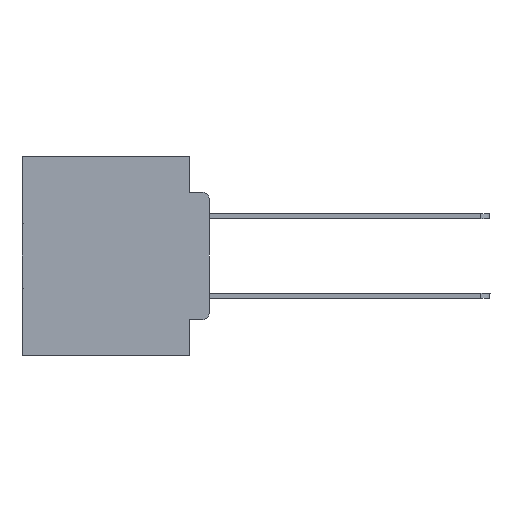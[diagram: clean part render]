
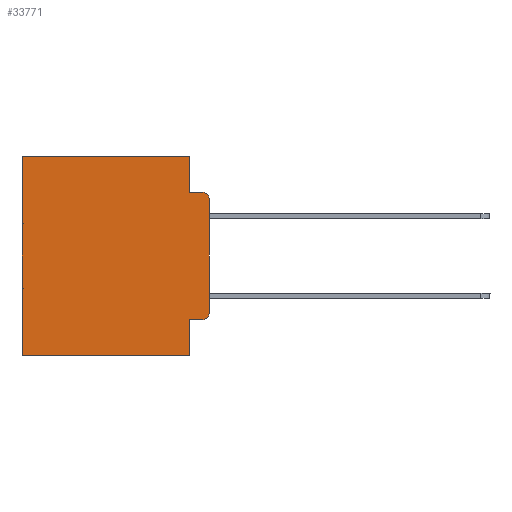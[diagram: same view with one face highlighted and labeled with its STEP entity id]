
A CAD part, left-side view. The second image highlights one B-rep face of the part: STEP entity #33771.
In plain terms, the highlighted planar face has unit normal (-1, 0, 0).
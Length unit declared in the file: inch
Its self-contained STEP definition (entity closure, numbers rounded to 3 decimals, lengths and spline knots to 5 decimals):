
#187 = CARTESIAN_POINT ( 'NONE',  ( 0.298, 0.02, -0.3915 ) ) ;
#310 = VERTEX_POINT ( 'NONE', #16339 ) ;
#497 = VERTEX_POINT ( 'NONE', #21298 ) ;
#620 = AXIS2_PLACEMENT_3D ( 'NONE', #8105, #23932, #10525 ) ;
#654 = CARTESIAN_POINT ( 'NONE',  ( 0.298, 0., -0.5 ) ) ;
#914 = AXIS2_PLACEMENT_3D ( 'NONE', #26797, #10962, #24366 ) ;
#1507 = VERTEX_POINT ( 'NONE', #16634 ) ;
#1719 = CIRCLE ( 'NONE', #32749, 0.02 ) ;
#2705 = DIRECTION ( 'NONE',  ( -1., 0., 0. ) ) ;
#3476 = CARTESIAN_POINT ( 'NONE',  ( 0.298, 0.051, -0.5 ) ) ;
#3712 = ORIENTED_EDGE ( 'NONE', *, *, #32108, .T. ) ;
#3803 = CARTESIAN_POINT ( 'NONE',  ( 0.298, 0.051, 0. ) ) ;
#3882 = VERTEX_POINT ( 'NONE', #23721 ) ;
#3947 = DIRECTION ( 'NONE',  ( 0., 1., 0. ) ) ;
#4693 = VECTOR ( 'NONE', #30857, 39.37008 ) ;
#5321 = VECTOR ( 'NONE', #24303, 39.37008 ) ;
#5506 = EDGE_CURVE ( 'NONE', #11675, #6003, #24985, .T. ) ;
#5834 = DIRECTION ( 'NONE',  ( 0., 1., 0. ) ) ;
#6003 = VERTEX_POINT ( 'NONE', #10284 ) ;
#6032 = CARTESIAN_POINT ( 'NONE',  ( 0.298, 0.02, -0.4115 ) ) ;
#7224 = ORIENTED_EDGE ( 'NONE', *, *, #5506, .F. ) ;
#7289 = EDGE_CURVE ( 'NONE', #310, #20497, #17268, .T. ) ;
#7428 = EDGE_CURVE ( 'NONE', #10859, #24276, #32817, .T. ) ;
#8105 = CARTESIAN_POINT ( 'NONE',  ( 0.298, 0.02, -0.1085 ) ) ;
#8487 = EDGE_CURVE ( 'NONE', #10859, #11675, #25402, .T. ) ;
#8679 = ORIENTED_EDGE ( 'NONE', *, *, #18189, .F. ) ;
#8832 = CARTESIAN_POINT ( 'NONE',  ( 0.298, 0.051, -0.4115 ) ) ;
#9652 = LINE ( 'NONE', #10068, #4693 ) ;
#10050 = ORIENTED_EDGE ( 'NONE', *, *, #23029, .F. ) ;
#10068 = CARTESIAN_POINT ( 'NONE',  ( 0.298, 0., 0. ) ) ;
#10284 = CARTESIAN_POINT ( 'NONE',  ( 0.298, 0.473, -0.5 ) ) ;
#10525 = DIRECTION ( 'NONE',  ( 0., 0., -1. ) ) ;
#10564 = DIRECTION ( 'NONE',  ( 0., 0., -1. ) ) ;
#10629 = DIRECTION ( 'NONE',  ( 0., 0., -1. ) ) ;
#10859 = VERTEX_POINT ( 'NONE', #15488 ) ;
#10962 = DIRECTION ( 'NONE',  ( 1., 0., 0. ) ) ;
#11058 = VECTOR ( 'NONE', #29946, 39.37008 ) ;
#11127 = ORIENTED_EDGE ( 'NONE', *, *, #19658, .T. ) ;
#11675 = VERTEX_POINT ( 'NONE', #3476 ) ;
#12200 = CARTESIAN_POINT ( 'NONE',  ( 0.298, 0.051, -0.0885 ) ) ;
#13745 = VECTOR ( 'NONE', #3947, 39.37008 ) ;
#15479 = EDGE_LOOP ( 'NONE', ( #8679, #33091, #10050, #18887, #3712, #22267, #7224, #27372, #21543, #11127 ) ) ;
#15488 = CARTESIAN_POINT ( 'NONE',  ( 0.298, 0.051, -0.4115 ) ) ;
#16339 = CARTESIAN_POINT ( 'NONE',  ( 0.298, 0.051, 0. ) ) ;
#16376 = PLANE ( 'NONE',  #914 ) ;
#16634 = CARTESIAN_POINT ( 'NONE',  ( 0.298, 0., -0.3915 ) ) ;
#17127 = VECTOR ( 'NONE', #24941, 39.37008 ) ;
#17268 = LINE ( 'NONE', #21679, #5321 ) ;
#18189 = EDGE_CURVE ( 'NONE', #497, #1507, #9652, .T. ) ;
#18531 = FACE_OUTER_BOUND ( 'NONE', #15479, .T. ) ;
#18887 = ORIENTED_EDGE ( 'NONE', *, *, #7289, .F. ) ;
#19658 = EDGE_CURVE ( 'NONE', #24276, #1507, #1719, .T. ) ;
#19745 = EDGE_CURVE ( 'NONE', #497, #22084, #21848, .T. ) ;
#20497 = VERTEX_POINT ( 'NONE', #12200 ) ;
#21298 = CARTESIAN_POINT ( 'NONE',  ( 0.298, 0., -0.1085 ) ) ;
#21543 = ORIENTED_EDGE ( 'NONE', *, *, #7428, .T. ) ;
#21679 = CARTESIAN_POINT ( 'NONE',  ( 0.298, 0.051, 0. ) ) ;
#21848 = CIRCLE ( 'NONE', #620, 0.02 ) ;
#22009 = LINE ( 'NONE', #32831, #17127 ) ;
#22084 = VERTEX_POINT ( 'NONE', #28385 ) ;
#22267 = ORIENTED_EDGE ( 'NONE', *, *, #23542, .T. ) ;
#22378 = LINE ( 'NONE', #27350, #13745 ) ;
#22594 = DIRECTION ( 'NONE',  ( 0., 0., -1. ) ) ;
#23029 = EDGE_CURVE ( 'NONE', #20497, #22084, #22009, .T. ) ;
#23542 = EDGE_CURVE ( 'NONE', #3882, #6003, #29379, .T. ) ;
#23721 = CARTESIAN_POINT ( 'NONE',  ( 0.298, 0.473, 0. ) ) ;
#23932 = DIRECTION ( 'NONE',  ( -1., 0., 0. ) ) ;
#24276 = VERTEX_POINT ( 'NONE', #6032 ) ;
#24303 = DIRECTION ( 'NONE',  ( 0., 0., -1. ) ) ;
#24366 = DIRECTION ( 'NONE',  ( 0., 0., -1. ) ) ;
#24941 = DIRECTION ( 'NONE',  ( 0., -1., 0. ) ) ;
#24985 = LINE ( 'NONE', #654, #28637 ) ;
#25402 = LINE ( 'NONE', #3803, #31176 ) ;
#26078 = VECTOR ( 'NONE', #10564, 39.37008 ) ;
#26277 = CARTESIAN_POINT ( 'NONE',  ( 0.298, 0.473, 0. ) ) ;
#26797 = CARTESIAN_POINT ( 'NONE',  ( 0.298, 0., 0. ) ) ;
#27350 = CARTESIAN_POINT ( 'NONE',  ( 0.298, 0., 0. ) ) ;
#27372 = ORIENTED_EDGE ( 'NONE', *, *, #8487, .F. ) ;
#28385 = CARTESIAN_POINT ( 'NONE',  ( 0.298, 0.02, -0.0885 ) ) ;
#28637 = VECTOR ( 'NONE', #5834, 39.37008 ) ;
#29379 = LINE ( 'NONE', #26277, #26078 ) ;
#29946 = DIRECTION ( 'NONE',  ( 0., -1., 0. ) ) ;
#30857 = DIRECTION ( 'NONE',  ( 0., 0., -1. ) ) ;
#31176 = VECTOR ( 'NONE', #22594, 39.37008 ) ;
#32108 = EDGE_CURVE ( 'NONE', #310, #3882, #22378, .T. ) ;
#32749 = AXIS2_PLACEMENT_3D ( 'NONE', #187, #2705, #10629 ) ;
#32817 = LINE ( 'NONE', #8832, #11058 ) ;
#32831 = CARTESIAN_POINT ( 'NONE',  ( 0.298, 0.051, -0.0885 ) ) ;
#33091 = ORIENTED_EDGE ( 'NONE', *, *, #19745, .T. ) ;
#33771 = ADVANCED_FACE ( 'NONE', ( #18531 ), #16376, .F. ) ;
